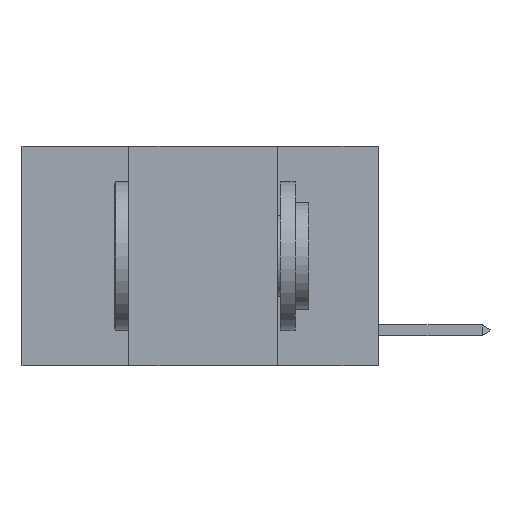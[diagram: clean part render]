
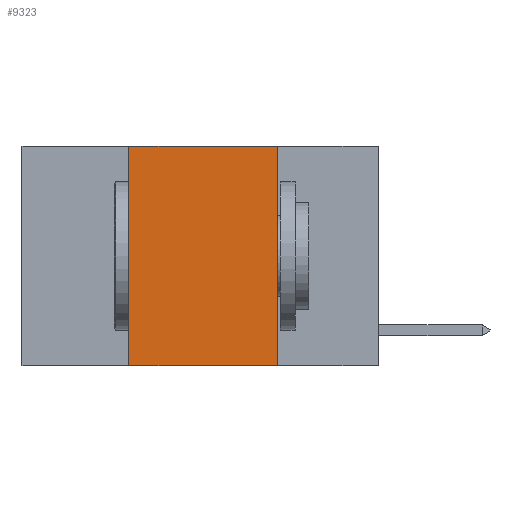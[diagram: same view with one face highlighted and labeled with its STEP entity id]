
A CAD part, left-side view. The second image highlights one B-rep face of the part: STEP entity #9323.
In plain terms, the highlighted planar face has unit normal (-1, 0, 0).
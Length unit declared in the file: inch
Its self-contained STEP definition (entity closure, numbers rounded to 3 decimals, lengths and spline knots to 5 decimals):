
#259 = VERTEX_POINT ( 'NONE', #2228 ) ;
#318 = LINE ( 'NONE', #2270, #6015 ) ;
#685 = VERTEX_POINT ( 'NONE', #2778 ) ;
#709 = EDGE_CURVE ( 'NONE', #1536, #259, #5960, .T. ) ;
#923 = CARTESIAN_POINT ( 'NONE',  ( 0., 0.42, -0.37 ) ) ;
#1024 = FACE_OUTER_BOUND ( 'NONE', #2360, .T. ) ;
#1143 = PLANE ( 'NONE',  #4816 ) ;
#1536 = VERTEX_POINT ( 'NONE', #923 ) ;
#1860 = DIRECTION ( 'NONE',  ( 0., 0., 1. ) ) ;
#1862 = ORIENTED_EDGE ( 'NONE', *, *, #709, .F. ) ;
#2012 = CARTESIAN_POINT ( 'NONE',  ( 0., 0.6, 0. ) ) ;
#2056 = VECTOR ( 'NONE', #7018, 39.37008 ) ;
#2136 = LINE ( 'NONE', #5964, #10052 ) ;
#2228 = CARTESIAN_POINT ( 'NONE',  ( 0., 0.42, 0. ) ) ;
#2270 = CARTESIAN_POINT ( 'NONE',  ( 0., 0.17, 0. ) ) ;
#2360 = EDGE_LOOP ( 'NONE', ( #6553, #9432, #1862, #4327 ) ) ;
#2778 = CARTESIAN_POINT ( 'NONE',  ( 0., 0.17, 0. ) ) ;
#2841 = CARTESIAN_POINT ( 'NONE',  ( 0., 0.6, -0.37 ) ) ;
#3586 = CARTESIAN_POINT ( 'NONE',  ( 0., 0.42, 0. ) ) ;
#4125 = EDGE_CURVE ( 'NONE', #1536, #9156, #8403, .T. ) ;
#4327 = ORIENTED_EDGE ( 'NONE', *, *, #4125, .T. ) ;
#4816 = AXIS2_PLACEMENT_3D ( 'NONE', #2012, #10451, #8530 ) ;
#4866 = DIRECTION ( 'NONE',  ( 0., 0., -1. ) ) ;
#5906 = EDGE_CURVE ( 'NONE', #685, #9156, #318, .T. ) ;
#5960 = LINE ( 'NONE', #3586, #10154 ) ;
#5964 = CARTESIAN_POINT ( 'NONE',  ( 0., 0.6, 0. ) ) ;
#6015 = VECTOR ( 'NONE', #4866, 39.37008 ) ;
#6416 = EDGE_CURVE ( 'NONE', #259, #685, #2136, .T. ) ;
#6553 = ORIENTED_EDGE ( 'NONE', *, *, #5906, .F. ) ;
#6792 = CARTESIAN_POINT ( 'NONE',  ( 0., 0.17, -0.37 ) ) ;
#7018 = DIRECTION ( 'NONE',  ( 0., -1., 0. ) ) ;
#8346 = DIRECTION ( 'NONE',  ( 0., -1., 0. ) ) ;
#8403 = LINE ( 'NONE', #2841, #2056 ) ;
#8530 = DIRECTION ( 'NONE',  ( 0., 0., -1. ) ) ;
#9156 = VERTEX_POINT ( 'NONE', #6792 ) ;
#9323 = ADVANCED_FACE ( 'NONE', ( #1024 ), #1143, .F. ) ;
#9432 = ORIENTED_EDGE ( 'NONE', *, *, #6416, .F. ) ;
#10052 = VECTOR ( 'NONE', #8346, 39.37008 ) ;
#10154 = VECTOR ( 'NONE', #1860, 39.37008 ) ;
#10451 = DIRECTION ( 'NONE',  ( 1., 0., 0. ) ) ;
